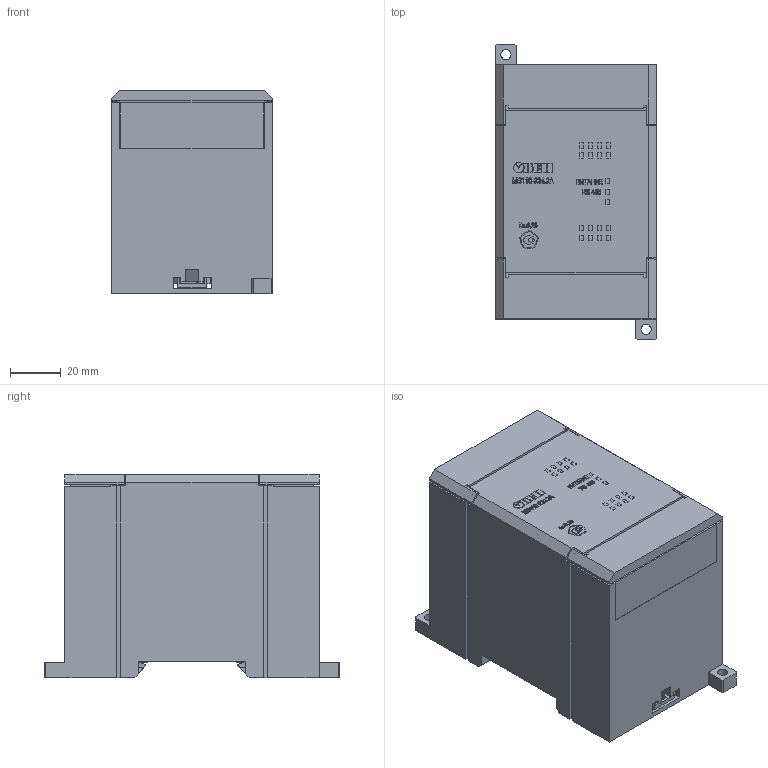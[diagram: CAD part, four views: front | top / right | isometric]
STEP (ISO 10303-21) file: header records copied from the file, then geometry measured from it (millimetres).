
FILE_DESCRIPTION (( 'STEP AP214' ), '1' );
FILE_NAME ('3D ìîäåëü ÌÂ110-224.2A (Ì01).STEP', '2020-06-04T14:05:59', ( '' ), ( '' ), 'SwSTEP 2.0', 'SolidWorks 2015', '' );
FILE_SCHEMA (( 'AUTOMOTIVE_DESIGN' ));
Length unit declared in the file: millimetre
Products named in the file (6): ч蜱齁罻 沭110_00; Ðîçåòêà ÌÕ-12 (Ì01); Çàùåëêà Din (M01); 3D ìîäåëü ÌÂ110-224.2A (Ì01); Êîðïóñ ÌÂ110-224.2A (Ì01); Êðûøêà Ìõ110 (Ì01)
Assembly tree (7 placements, depth 2):
  3D ìîäåëü ÌÂ110-224.2A (Ì01)
    Êîðïóñ ÌÂ110-224.2A (Ì01)
    Çàùåëêà Din (M01)  x2
    Ðîçåòêà ÌÕ-12 (Ì01)
    Êðûøêà Ìõ110 (Ì01)  x2
    ч蜱齁罻 沭110_00
Bounding box: 63 x 115.81 x 79.73 mm (x, y, z)
Volume: 451615.4 mm3; surface area: 63237.5 mm2
Topology: 21 solids, 21 shells, 1418 faces, 3832 edges, 2548 vertices
Faces by surface type: plane 1131, bspline 137, cylinder 92, torus 32, cone 26
Full cylindrical faces by diameter (mm): 2 x8, 2.4 x4, 4 x2, 5.2 x12, 5.5 x2
Entity records: 57002 total; most frequent: CARTESIAN_POINT 14166, ORIENTED_EDGE 6998, DIRECTION 5691, EDGE_CURVE 3499, LINE 2805, VECTOR 2805, VERTEX_POINT 2342, EDGE_LOOP 1457
